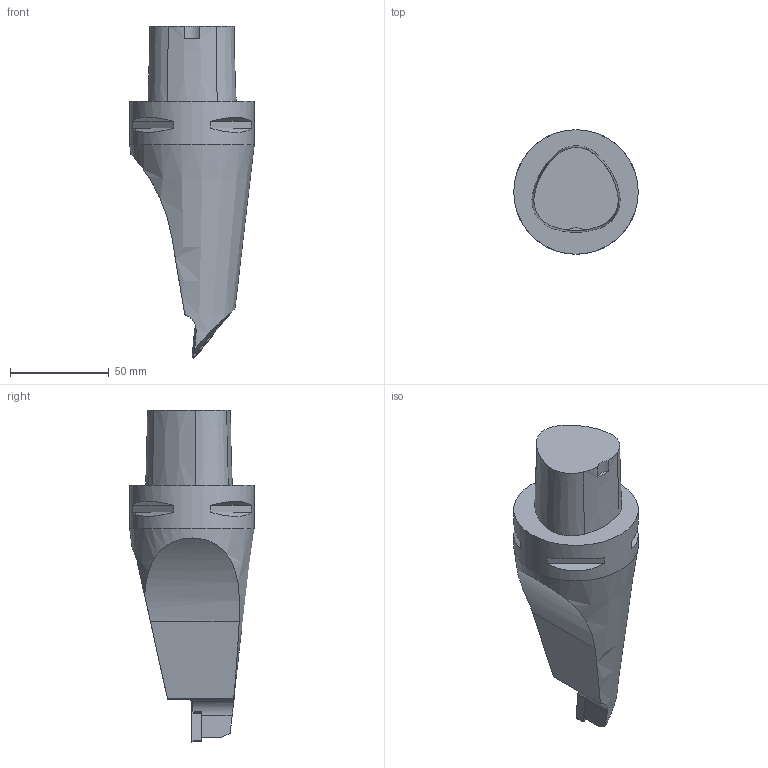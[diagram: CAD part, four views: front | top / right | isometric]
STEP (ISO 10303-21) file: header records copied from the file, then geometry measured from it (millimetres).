
FILE_DESCRIPTION(/* description */ (''),/* implementation_level */ '2;1');
FILE_NAME(/* name */ '1527079523221.stp',/* time_stamp */ '2018-05-23T14:45:30+02:00',/* author */ (''),/* organization */ ('SMS'),/* preprocessor_version */ 'ST-DEVELOPER v15',/* originating_system */ 'SIEMENS PLM Software NX 8.5',/* authorisation */ '');
FILE_SCHEMA (('AUTOMOTIVE_DESIGN { 1 0 10303 214 3 1 1 1 }'));
Length unit declared in the file: millimetre
Products named in the file (4): IsoTurningInsert; ASSEMBLY_CONSTRUCTION; 201649480mod000_00; 201669162mod000_00
Assembly tree (3 placements, depth 2):
  201669162mod000_00
    201649480mod000_00
    ASSEMBLY_CONSTRUCTION
    IsoTurningInsert
Bounding box: 63 x 63 x 168 mm (x, y, z)
Volume: 272233.6 mm3; surface area: 28337.6 mm2
Topology: 2 solids, 2 shells, 65 faces, 163 edges, 113 vertices
Faces by surface type: plane 35, cylinder 13, cone 13, torus 4
Full cylindrical faces by diameter (mm): 4.4 x1, 63 x1
Entity records: 2227 total; most frequent: CARTESIAN_POINT 493, DIRECTION 359, ORIENTED_EDGE 306, EDGE_CURVE 153, AXIS2_PLACEMENT_3D 142, VERTEX_POINT 103, EDGE_LOOP 78, LINE 75
